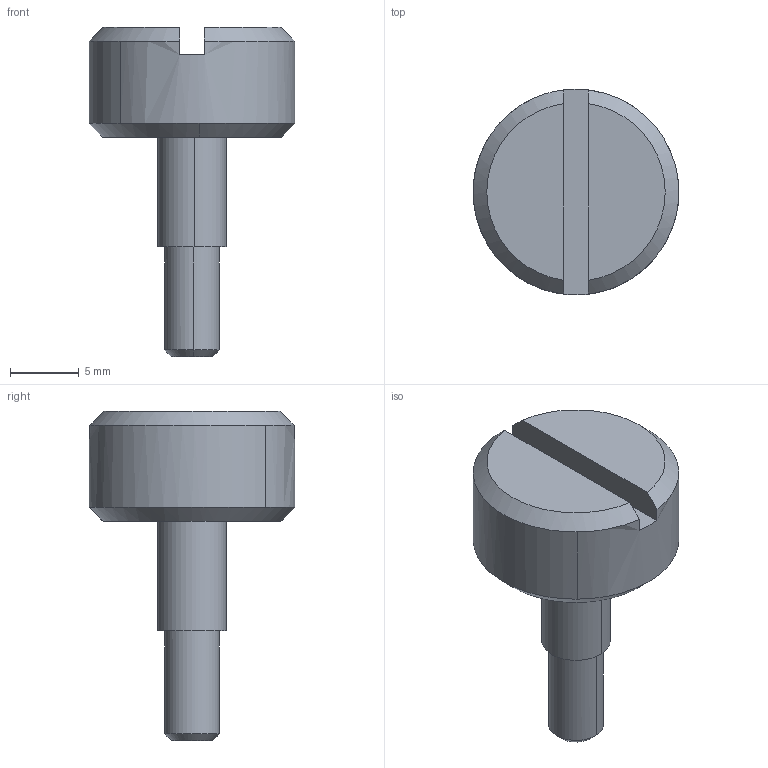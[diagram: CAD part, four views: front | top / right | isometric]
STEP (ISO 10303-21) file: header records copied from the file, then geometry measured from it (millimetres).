
FILE_DESCRIPTION((''),'2;1');
FILE_NAME('','2009-09-16T09:00:57',(''),(''),'','CADfix','');
FILE_SCHEMA(('AUTOMOTIVE_DESIGN { 1 0 10303 214 1 1 1 1 }'));
Length unit declared in the file: millimetre
Bounding box: 15 x 15 x 24 mm (x, y, z)
Volume: 1575.8 mm3; surface area: 947.9 mm2
Topology: 1 solids, 1 shells, 20 faces, 60 edges, 44 vertices
Faces by surface type: bspline 20
Entity records: 791 total; most frequent: CARTESIAN_POINT 453, ORIENTED_EDGE 120, EDGE_CURVE 60, VERTEX_POINT 44, EDGE_LOOP 22, FACE_OUTER_BOUND 20, ADVANCED_FACE 20, QUASI_UNIFORM_CURVE 18
